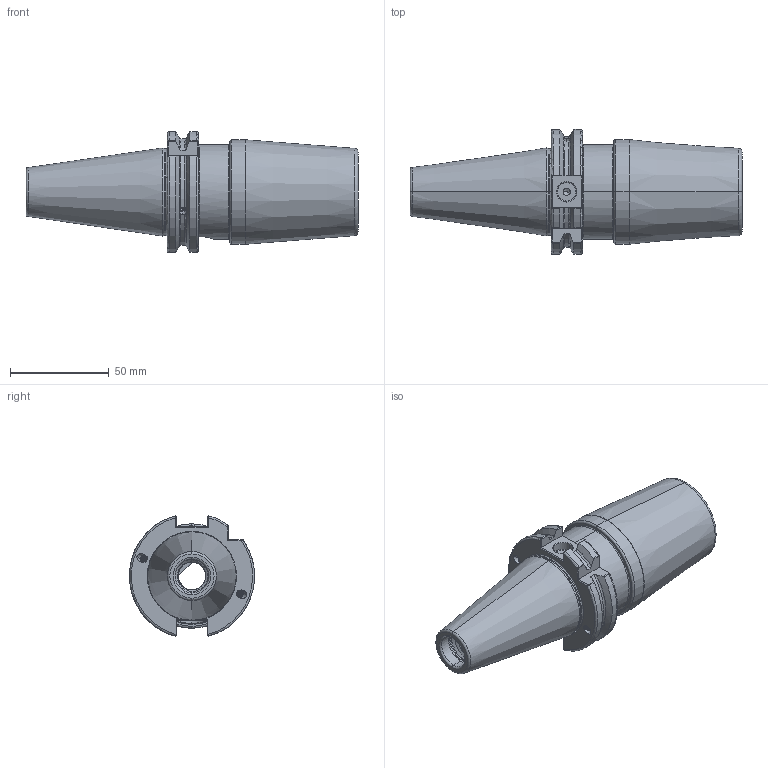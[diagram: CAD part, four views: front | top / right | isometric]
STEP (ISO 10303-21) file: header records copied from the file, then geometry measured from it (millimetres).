
FILE_DESCRIPTION (( 'STEP AP203' ), '1' );
FILE_NAME ('403.70.32.STEP', '2016-11-15T00:23:22', ( '' ), ( '' ), 'SwSTEP 2.0', 'SolidWorks 2012', '' );
FILE_SCHEMA (( 'CONFIG_CONTROL_DESIGN' ));
Length unit declared in the file: millimetre
Products named in the file (1): 403.70.32
Bounding box: 168.4 x 63.41 x 61.24 mm (x, y, z)
Volume: 195785.1 mm3; surface area: 42581 mm2
Topology: 1 solids, 1 shells, 310 faces, 848 edges, 529 vertices
Faces by surface type: cylinder 157, plane 47, cone 43, torus 42, bspline 21
Entity records: 19886 total; most frequent: CARTESIAN_POINT 12947, ORIENTED_EDGE 1668, DIRECTION 1206, EDGE_CURVE 834, VERTEX_POINT 529, AXIS2_PLACEMENT_3D 475, EDGE_LOOP 323, FACE_OUTER_BOUND 310
